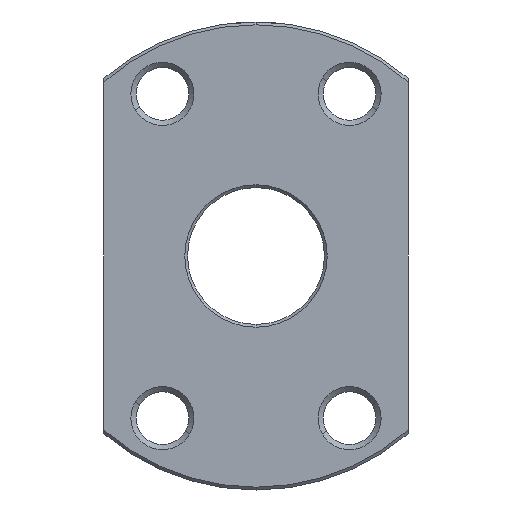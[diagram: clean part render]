
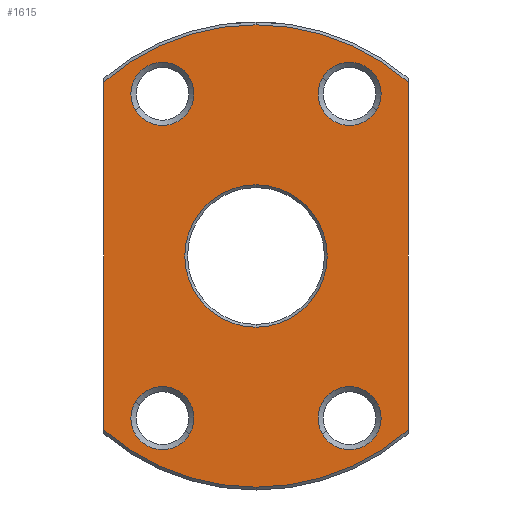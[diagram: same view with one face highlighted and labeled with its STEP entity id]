
A CAD part, left-side view. The second image highlights one B-rep face of the part: STEP entity #1615.
In plain terms, the highlighted planar face has unit normal (-1, 0, 0).
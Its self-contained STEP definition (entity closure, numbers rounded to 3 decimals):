
#250=CARTESIAN_POINT('',(733.5,-0.,-19.762));
#251=VERTEX_POINT('',#250);
#259=CARTESIAN_POINT('',(733.5,-13.,-14.884));
#260=VERTEX_POINT('',#259);
#267=CARTESIAN_POINT('',(733.5,0.,0.));
#268=DIRECTION('',(1.,0.,-0.));
#269=DIRECTION('',(0.,0.,1.));
#270=AXIS2_PLACEMENT_3D('',#267,#268,#269);
#271=CIRCLE('',#270,19.762);
#272=EDGE_CURVE('',#260,#251,#271,.T.);
#282=CARTESIAN_POINT('',(733.5,-5.662,15.206));
#283=VERTEX_POINT('',#282);
#292=CARTESIAN_POINT('',(733.5,-10.338,12.506));
#293=VERTEX_POINT('',#292);
#294=CARTESIAN_POINT('',(733.5,-8.,13.856));
#295=DIRECTION('',(1.,0.,-0.));
#296=DIRECTION('',(0.,0.866,0.5));
#297=AXIS2_PLACEMENT_3D('',#294,#295,#296);
#298=CIRCLE('',#297,2.7);
#299=EDGE_CURVE('',#293,#283,#298,.T.);
#388=CARTESIAN_POINT('',(733.5,10.338,12.506));
#389=VERTEX_POINT('',#388);
#398=CARTESIAN_POINT('',(733.5,5.662,15.206));
#399=VERTEX_POINT('',#398);
#400=CARTESIAN_POINT('',(733.5,8.,13.856));
#401=DIRECTION('',(1.,0.,0.));
#402=DIRECTION('',(0.,0.866,-0.5));
#403=AXIS2_PLACEMENT_3D('',#400,#401,#402);
#404=CIRCLE('',#403,2.7);
#405=EDGE_CURVE('',#399,#389,#404,.T.);
#494=CARTESIAN_POINT('',(733.5,5.662,-15.206));
#495=VERTEX_POINT('',#494);
#504=CARTESIAN_POINT('',(733.5,10.338,-12.506));
#505=VERTEX_POINT('',#504);
#506=CARTESIAN_POINT('',(733.5,8.,-13.856));
#507=DIRECTION('',(1.,0.,0.));
#508=DIRECTION('',(0.,-0.866,-0.5));
#509=AXIS2_PLACEMENT_3D('',#506,#507,#508);
#510=CIRCLE('',#509,2.7);
#511=EDGE_CURVE('',#505,#495,#510,.T.);
#600=CARTESIAN_POINT('',(733.5,-10.338,-12.506));
#601=VERTEX_POINT('',#600);
#610=CARTESIAN_POINT('',(733.5,-5.662,-15.206));
#611=VERTEX_POINT('',#610);
#612=CARTESIAN_POINT('',(733.5,-8.,-13.856));
#613=DIRECTION('',(1.,0.,0.));
#614=DIRECTION('',(0.,-0.866,0.5));
#615=AXIS2_PLACEMENT_3D('',#612,#613,#614);
#616=CIRCLE('',#615,2.7);
#617=EDGE_CURVE('',#611,#601,#616,.T.);
#706=CARTESIAN_POINT('',(733.5,0.,19.762));
#707=VERTEX_POINT('',#706);
#716=CARTESIAN_POINT('',(733.5,-13.,14.884));
#717=VERTEX_POINT('',#716);
#718=CARTESIAN_POINT('',(733.5,0.,0.));
#719=DIRECTION('',(1.,0.,-0.));
#720=DIRECTION('',(0.,0.,1.));
#721=AXIS2_PLACEMENT_3D('',#718,#719,#720);
#722=CIRCLE('',#721,19.762);
#723=EDGE_CURVE('',#707,#717,#722,.T.);
#850=CARTESIAN_POINT('',(733.5,0.,6.084));
#851=VERTEX_POINT('',#850);
#860=CARTESIAN_POINT('',(733.5,0.,-6.084));
#861=VERTEX_POINT('',#860);
#862=CARTESIAN_POINT('',(733.5,0.,0.));
#863=DIRECTION('',(1.,0.,-0.));
#864=DIRECTION('',(0.,0.,1.));
#865=AXIS2_PLACEMENT_3D('',#862,#863,#864);
#866=CIRCLE('',#865,6.084);
#867=EDGE_CURVE('',#861,#851,#866,.T.);
#1120=CARTESIAN_POINT('',(733.5,0.,0.));
#1121=DIRECTION('',(1.,0.,-0.));
#1122=DIRECTION('',(0.,0.,1.));
#1123=AXIS2_PLACEMENT_3D('',#1120,#1121,#1122);
#1124=CIRCLE('',#1123,6.084);
#1125=EDGE_CURVE('',#851,#861,#1124,.T.);
#1135=CARTESIAN_POINT('',(733.5,13.,14.884));
#1136=VERTEX_POINT('',#1135);
#1137=CARTESIAN_POINT('',(733.5,13.,-14.884));
#1138=VERTEX_POINT('',#1137);
#1139=CARTESIAN_POINT('',(733.5,13.,14.884));
#1140=DIRECTION('',(0.,0.,-1.));
#1141=VECTOR('',#1140,29.768);
#1142=LINE('',#1139,#1141);
#1143=EDGE_CURVE('',#1136,#1138,#1142,.T.);
#1329=CARTESIAN_POINT('',(733.5,0.,0.));
#1330=DIRECTION('',(1.,0.,-0.));
#1331=DIRECTION('',(0.,0.,1.));
#1332=AXIS2_PLACEMENT_3D('',#1329,#1330,#1331);
#1333=CIRCLE('',#1332,19.762);
#1334=EDGE_CURVE('',#1136,#707,#1333,.T.);
#1344=CARTESIAN_POINT('',(733.5,-13.,-14.884));
#1345=DIRECTION('',(0.,0.,1.));
#1346=VECTOR('',#1345,29.768);
#1347=LINE('',#1344,#1346);
#1348=EDGE_CURVE('',#260,#717,#1347,.T.);
#1404=CARTESIAN_POINT('',(733.5,-8.,-13.856));
#1405=DIRECTION('',(1.,0.,0.));
#1406=DIRECTION('',(0.,-0.866,0.5));
#1407=AXIS2_PLACEMENT_3D('',#1404,#1405,#1406);
#1408=CIRCLE('',#1407,2.7);
#1409=EDGE_CURVE('',#601,#611,#1408,.T.);
#1458=CARTESIAN_POINT('',(733.5,8.,-13.856));
#1459=DIRECTION('',(1.,0.,0.));
#1460=DIRECTION('',(0.,-0.866,-0.5));
#1461=AXIS2_PLACEMENT_3D('',#1458,#1459,#1460);
#1462=CIRCLE('',#1461,2.7);
#1463=EDGE_CURVE('',#495,#505,#1462,.T.);
#1512=CARTESIAN_POINT('',(733.5,8.,13.856));
#1513=DIRECTION('',(1.,0.,0.));
#1514=DIRECTION('',(0.,0.866,-0.5));
#1515=AXIS2_PLACEMENT_3D('',#1512,#1513,#1514);
#1516=CIRCLE('',#1515,2.7);
#1517=EDGE_CURVE('',#389,#399,#1516,.T.);
#1566=CARTESIAN_POINT('',(733.5,-8.,13.856));
#1567=DIRECTION('',(1.,0.,-0.));
#1568=DIRECTION('',(0.,0.866,0.5));
#1569=AXIS2_PLACEMENT_3D('',#1566,#1567,#1568);
#1570=CIRCLE('',#1569,2.7);
#1571=EDGE_CURVE('',#283,#293,#1570,.T.);
#1576=CARTESIAN_POINT('',(733.5,0.,9.881));
#1577=DIRECTION('',(-1.,0.,0.));
#1578=DIRECTION('',(0.,0.,-1.));
#1579=AXIS2_PLACEMENT_3D('',#1576,#1577,#1578);
#1580=PLANE('',#1579);
#1581=ORIENTED_EDGE('',*,*,#1125,.T.);
#1582=ORIENTED_EDGE('',*,*,#867,.T.);
#1583=EDGE_LOOP('',(#1581,#1582));
#1584=FACE_BOUND('',#1583,.T.);
#1585=ORIENTED_EDGE('',*,*,#1143,.T.);
#1586=CARTESIAN_POINT('',(733.5,0.,0.));
#1587=DIRECTION('',(1.,0.,-0.));
#1588=DIRECTION('',(0.,0.,1.));
#1589=AXIS2_PLACEMENT_3D('',#1586,#1587,#1588);
#1590=CIRCLE('',#1589,19.762);
#1591=EDGE_CURVE('',#251,#1138,#1590,.T.);
#1592=ORIENTED_EDGE('',*,*,#1591,.F.);
#1593=ORIENTED_EDGE('',*,*,#272,.F.);
#1594=ORIENTED_EDGE('',*,*,#1348,.T.);
#1595=ORIENTED_EDGE('',*,*,#723,.F.);
#1596=ORIENTED_EDGE('',*,*,#1334,.F.);
#1597=EDGE_LOOP('',(#1585,#1592,#1593,#1594,#1595,#1596));
#1598=FACE_BOUND('',#1597,.T.);
#1599=ORIENTED_EDGE('',*,*,#1409,.T.);
#1600=ORIENTED_EDGE('',*,*,#617,.T.);
#1601=EDGE_LOOP('',(#1599,#1600));
#1602=FACE_BOUND('',#1601,.T.);
#1603=ORIENTED_EDGE('',*,*,#1463,.T.);
#1604=ORIENTED_EDGE('',*,*,#511,.T.);
#1605=EDGE_LOOP('',(#1603,#1604));
#1606=FACE_BOUND('',#1605,.T.);
#1607=ORIENTED_EDGE('',*,*,#1517,.T.);
#1608=ORIENTED_EDGE('',*,*,#405,.T.);
#1609=EDGE_LOOP('',(#1607,#1608));
#1610=FACE_BOUND('',#1609,.T.);
#1611=ORIENTED_EDGE('',*,*,#1571,.T.);
#1612=ORIENTED_EDGE('',*,*,#299,.T.);
#1613=EDGE_LOOP('',(#1611,#1612));
#1614=FACE_BOUND('',#1613,.T.);
#1615=ADVANCED_FACE('',(#1584,#1598,#1602,#1606,#1610,#1614),#1580,.T.);
